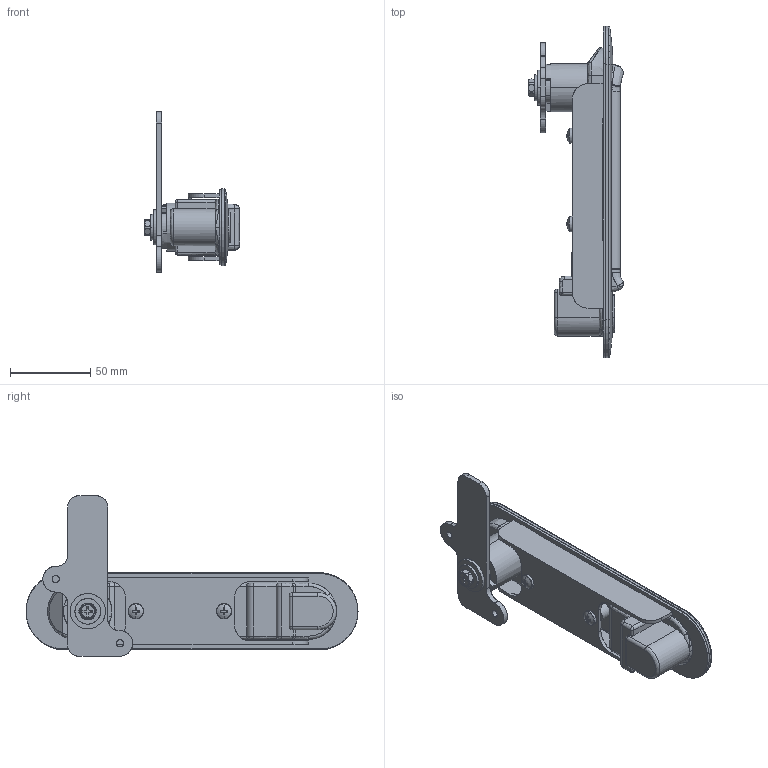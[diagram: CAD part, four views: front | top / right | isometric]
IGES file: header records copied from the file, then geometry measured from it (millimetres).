
Start section: SolidWorks IGES file using analytic representation for surfaces
Global section: file name: A-488-S-1-TAK60.IGS; native system: SolidWorks 2018; preprocessor: SolidWorks 2018; author: 1300nh; date: 211105.142439; units: millimetre
Bounding box: 59.53 x 207 x 100 mm (x, y, z)
Surface area: 97506.4 mm2 (no closed solid volume)
Topology: 0 solids, 0 shells, 631 faces, 8615 edges, 8594 vertices
Faces by surface type: bspline 355, revolution 276
